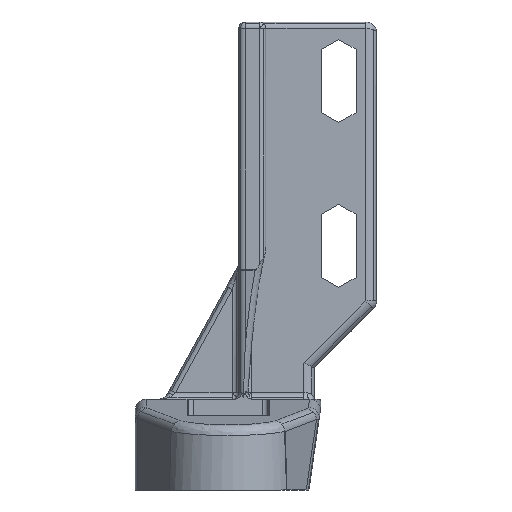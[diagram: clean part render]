
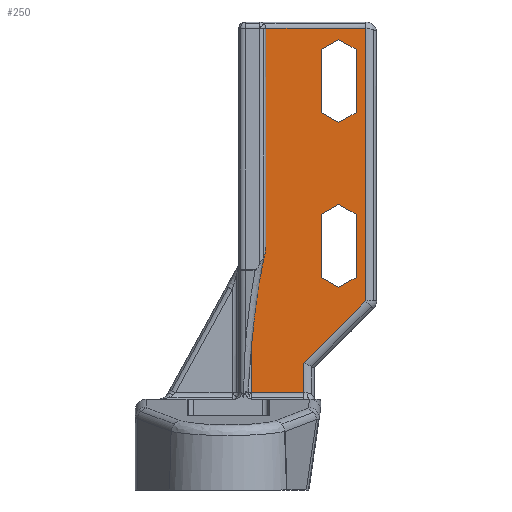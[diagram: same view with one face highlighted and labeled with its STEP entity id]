
A CAD part, left-side view. The second image highlights one B-rep face of the part: STEP entity #250.
In plain terms, the highlighted planar face has unit normal (-1, 0, 0).
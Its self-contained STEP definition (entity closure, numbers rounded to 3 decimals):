
#250=ADVANCED_FACE('',(#673,#674,#675),#676,.F.);
#673=FACE_OUTER_BOUND('',#1790,.T.);
#674=FACE_BOUND('',#1791,.T.);
#675=FACE_BOUND('',#1792,.T.);
#676=PLANE('',#1793);
#1790=EDGE_LOOP('',(#4254,#4255,#4256,#4257,#4258,#4259,#4260,#4261,#4262,#4263));
#1791=EDGE_LOOP('',(#4264,#4265,#4266,#4267,#4268,#4269));
#1792=EDGE_LOOP('',(#4270,#4271,#4272,#4273,#4274,#4275));
#1793=AXIS2_PLACEMENT_3D('',#4276,#4277,#4278);
#4254=ORIENTED_EDGE('',*,*,#5992,.F.);
#4255=ORIENTED_EDGE('',*,*,#5993,.F.);
#4256=ORIENTED_EDGE('',*,*,#5994,.F.);
#4257=ORIENTED_EDGE('',*,*,#5995,.F.);
#4258=ORIENTED_EDGE('',*,*,#5984,.F.);
#4259=ORIENTED_EDGE('',*,*,#5996,.T.);
#4260=ORIENTED_EDGE('',*,*,#5997,.F.);
#4261=ORIENTED_EDGE('',*,*,#5998,.F.);
#4262=ORIENTED_EDGE('',*,*,#5999,.T.);
#4263=ORIENTED_EDGE('',*,*,#5932,.F.);
#4264=ORIENTED_EDGE('',*,*,#6000,.F.);
#4265=ORIENTED_EDGE('',*,*,#6001,.F.);
#4266=ORIENTED_EDGE('',*,*,#6002,.F.);
#4267=ORIENTED_EDGE('',*,*,#6003,.F.);
#4268=ORIENTED_EDGE('',*,*,#6004,.F.);
#4269=ORIENTED_EDGE('',*,*,#6005,.F.);
#4270=ORIENTED_EDGE('',*,*,#6006,.F.);
#4271=ORIENTED_EDGE('',*,*,#6007,.T.);
#4272=ORIENTED_EDGE('',*,*,#6008,.T.);
#4273=ORIENTED_EDGE('',*,*,#6009,.T.);
#4274=ORIENTED_EDGE('',*,*,#6010,.F.);
#4275=ORIENTED_EDGE('',*,*,#6011,.F.);
#4276=CARTESIAN_POINT('',(-17.176,14.15,-3.634));
#4277=DIRECTION('',(1.0,0.,0.));
#4278=DIRECTION('',(0.,0.,-1.0));
#5932=EDGE_CURVE('',#6675,#6677,#6678,.T.);
#5984=EDGE_CURVE('',#6770,#6772,#6773,.T.);
#5992=EDGE_CURVE('',#6714,#6675,#6784,.T.);
#5993=EDGE_CURVE('',#6785,#6714,#6786,.T.);
#5994=EDGE_CURVE('',#6787,#6785,#6788,.T.);
#5995=EDGE_CURVE('',#6772,#6787,#6789,.T.);
#5996=EDGE_CURVE('',#6770,#6790,#6791,.T.);
#5997=EDGE_CURVE('',#6792,#6790,#6793,.F.);
#5998=EDGE_CURVE('',#6794,#6792,#6795,.F.);
#5999=EDGE_CURVE('',#6794,#6677,#6796,.T.);
#6000=EDGE_CURVE('',#6797,#6798,#6799,.T.);
#6001=EDGE_CURVE('',#6800,#6797,#6801,.T.);
#6002=EDGE_CURVE('',#6802,#6800,#6803,.T.);
#6003=EDGE_CURVE('',#6804,#6802,#6805,.T.);
#6004=EDGE_CURVE('',#6806,#6804,#6807,.T.);
#6005=EDGE_CURVE('',#6798,#6806,#6808,.T.);
#6006=EDGE_CURVE('',#6809,#6810,#6811,.T.);
#6007=EDGE_CURVE('',#6809,#6812,#6813,.T.);
#6008=EDGE_CURVE('',#6812,#6814,#6815,.T.);
#6009=EDGE_CURVE('',#6814,#6816,#6817,.T.);
#6010=EDGE_CURVE('',#6818,#6816,#6819,.T.);
#6011=EDGE_CURVE('',#6810,#6818,#6820,.T.);
#6675=VERTEX_POINT('',#7737);
#6677=VERTEX_POINT('',#7739);
#6678=LINE('',#7740,#7741);
#6714=VERTEX_POINT('',#7791);
#6770=VERTEX_POINT('',#7954);
#6772=VERTEX_POINT('',#7956);
#6773=LINE('',#7957,#7958);
#6784=LINE('',#7971,#7972);
#6785=VERTEX_POINT('',#7973);
#6786=LINE('',#7974,#7975);
#6787=VERTEX_POINT('',#7976);
#6788=LINE('',#7977,#7978);
#6789=LINE('',#7979,#7980);
#6790=VERTEX_POINT('',#7981);
#6791=LINE('',#7982,#7983);
#6792=VERTEX_POINT('',#7984);
#6793=CIRCLE('',#7985,0.6);
#6794=VERTEX_POINT('',#7986);
#6795=CIRCLE('',#7987,0.6);
#6796=LINE('',#7988,#7989);
#6797=VERTEX_POINT('',#7990);
#6798=VERTEX_POINT('',#7991);
#6799=LINE('',#7992,#7993);
#6800=VERTEX_POINT('',#7994);
#6801=LINE('',#7995,#7996);
#6802=VERTEX_POINT('',#7997);
#6803=LINE('',#7998,#7999);
#6804=VERTEX_POINT('',#8000);
#6805=LINE('',#8001,#8002);
#6806=VERTEX_POINT('',#8003);
#6807=LINE('',#8004,#8005);
#6808=LINE('',#8006,#8007);
#6809=VERTEX_POINT('',#8008);
#6810=VERTEX_POINT('',#8009);
#6811=LINE('',#8010,#8011);
#6812=VERTEX_POINT('',#8012);
#6813=LINE('',#8013,#8014);
#6814=VERTEX_POINT('',#8015);
#6815=LINE('',#8016,#8017);
#6816=VERTEX_POINT('',#8018);
#6817=LINE('',#8019,#8020);
#6818=VERTEX_POINT('',#8021);
#6819=LINE('',#8022,#8023);
#6820=LINE('',#8024,#8025);
#7737=CARTESIAN_POINT('',(-17.176,15.17,-37.702));
#7739=CARTESIAN_POINT('',(-17.176,15.17,-25.722));
#7740=CARTESIAN_POINT('',(-17.176,15.17,-21.913));
#7741=VECTOR('',#9724,1.0);
#7791=CARTESIAN_POINT('',(-17.176,10.35,-37.702));
#7954=CARTESIAN_POINT('',(-17.176,13.85,-3.934));
#7956=CARTESIAN_POINT('',(-17.176,4.585,-3.934));
#7957=CARTESIAN_POINT('',(-17.176,16.404,-3.934));
#7958=VECTOR('',#9781,1.0);
#7971=CARTESIAN_POINT('',(-17.176,14.454,-37.702));
#7972=VECTOR('',#9793,1.0);
#7973=CARTESIAN_POINT('',(-17.176,10.35,-34.952));
#7974=CARTESIAN_POINT('',(-17.176,10.35,-34.271));
#7975=VECTOR('',#9794,1.0);
#7976=CARTESIAN_POINT('',(-17.176,4.585,-29.187));
#7977=CARTESIAN_POINT('',(-17.176,6.13,-30.732));
#7978=VECTOR('',#9795,1.);
#7979=CARTESIAN_POINT('',(-17.176,4.585,-23.143));
#7980=VECTOR('',#9796,1.0);
#7981=CARTESIAN_POINT('',(-17.176,13.85,-24.154));
#7982=CARTESIAN_POINT('',(-17.176,13.85,-21.043));
#7983=VECTOR('',#9797,1.0);
#7984=CARTESIAN_POINT('',(-17.176,13.895,-24.383));
#7985=AXIS2_PLACEMENT_3D('',#9798,#9799,#9800);
#7986=CARTESIAN_POINT('',(-17.176,14.025,-24.578));
#7987=AXIS2_PLACEMENT_3D('',#9801,#9802,#9803);
#7988=CARTESIAN_POINT('',(-17.176,14.423,-24.975));
#7989=VECTOR('',#9804,1.);
#7990=CARTESIAN_POINT('',(-17.176,8.685,-11.73));
#7991=CARTESIAN_POINT('',(-17.176,7.085,-12.654));
#7992=CARTESIAN_POINT('',(-17.176,8.415,-11.886));
#7993=VECTOR('',#9805,1.0);
#7994=CARTESIAN_POINT('',(-17.176,8.685,-5.883));
#7995=CARTESIAN_POINT('',(-17.176,8.685,-15.191));
#7996=VECTOR('',#9806,1.0);
#7997=CARTESIAN_POINT('',(-17.176,7.085,-4.959));
#7998=CARTESIAN_POINT('',(-17.176,13.811,-8.842));
#7999=VECTOR('',#9807,1.0);
#8000=CARTESIAN_POINT('',(-17.176,5.485,-5.883));
#8001=CARTESIAN_POINT('',(-17.176,5.949,-5.615));
#8002=VECTOR('',#9808,1.0);
#8003=CARTESIAN_POINT('',(-17.176,5.485,-11.73));
#8004=CARTESIAN_POINT('',(-17.176,5.485,-15.191));
#8005=VECTOR('',#9809,1.0);
#8006=CARTESIAN_POINT('',(-17.176,11.345,-15.113));
#8007=VECTOR('',#9810,1.0);
#8008=CARTESIAN_POINT('',(-17.176,5.485,-27.004));
#8009=CARTESIAN_POINT('',(-17.176,5.485,-21.156));
#8010=CARTESIAN_POINT('',(-17.176,5.485,-24.299));
#8011=VECTOR('',#9811,1.0);
#8012=CARTESIAN_POINT('',(-17.176,7.085,-27.927));
#8013=CARTESIAN_POINT('',(-17.176,8.038,-28.477));
#8014=VECTOR('',#9812,1.0);
#8015=CARTESIAN_POINT('',(-17.176,8.685,-27.004));
#8016=CARTESIAN_POINT('',(-17.176,11.722,-25.25));
#8017=VECTOR('',#9813,1.);
#8018=CARTESIAN_POINT('',(-17.176,8.685,-21.156));
#8019=CARTESIAN_POINT('',(-17.176,8.685,-23.212));
#8020=VECTOR('',#9814,1.0);
#8021=CARTESIAN_POINT('',(-17.176,7.085,-20.232));
#8022=CARTESIAN_POINT('',(-17.176,10.504,-22.206));
#8023=VECTOR('',#9815,1.0);
#8024=CARTESIAN_POINT('',(-17.176,9.256,-18.979));
#8025=VECTOR('',#9816,1.0);
#9724=DIRECTION('',(0.,0.,1.0));
#9781=DIRECTION('',(0.,-1.0,0.0));
#9793=DIRECTION('',(0.,1.0,0.));
#9794=DIRECTION('',(0.,0.,-1.0));
#9795=DIRECTION('',(0.,0.707,-0.707));
#9796=DIRECTION('',(0.,0.,-1.0));
#9797=DIRECTION('',(0.,0.,-1.0));
#9798=CARTESIAN_POINT('',(-17.176,14.45,-24.154));
#9799=DIRECTION('',(1.0,0.,0.));
#9800=DIRECTION('',(0.,-0.924,-0.383));
#9801=CARTESIAN_POINT('',(-17.176,14.45,-24.154));
#9802=DIRECTION('',(1.0,0.,0.));
#9803=DIRECTION('',(0.,-0.924,-0.383));
#9804=DIRECTION('',(0.,0.707,-0.707));
#9805=DIRECTION('',(0.,-0.866,-0.5));
#9806=DIRECTION('',(0.,0.,-1.0));
#9807=DIRECTION('',(0.,0.866,-0.5));
#9808=DIRECTION('',(0.,0.866,0.5));
#9809=DIRECTION('',(0.,0.,1.0));
#9810=DIRECTION('',(0.,-0.866,0.5));
#9811=DIRECTION('',(0.,0.,1.0));
#9812=DIRECTION('',(0.,0.866,-0.5));
#9813=DIRECTION('',(0.,0.866,0.5));
#9814=DIRECTION('',(0.,0.,1.0));
#9815=DIRECTION('',(0.,0.866,-0.5));
#9816=DIRECTION('',(0.,0.866,0.5));
